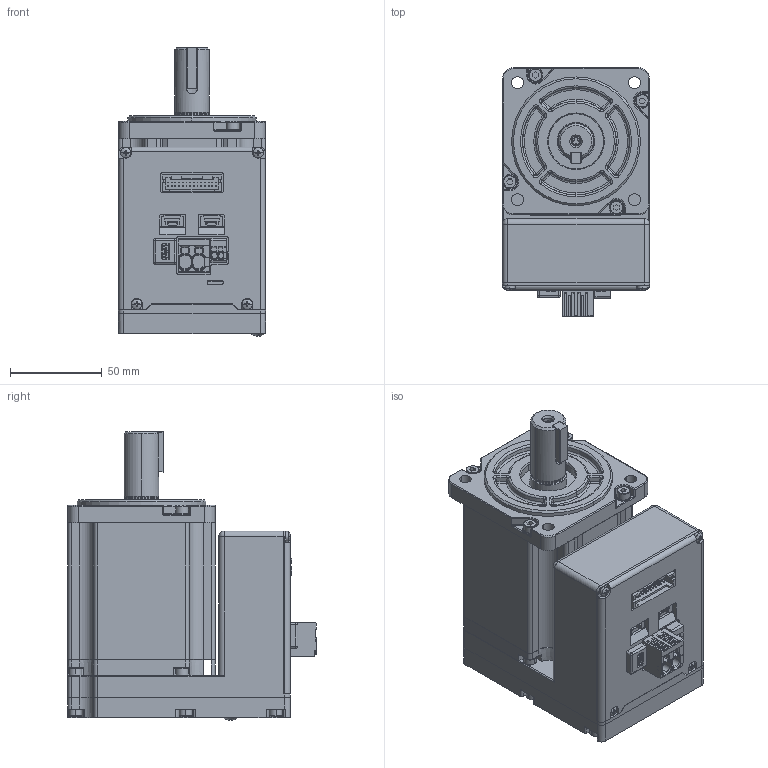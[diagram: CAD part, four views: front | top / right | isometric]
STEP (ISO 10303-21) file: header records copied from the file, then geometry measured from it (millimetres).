
FILE_DESCRIPTION (( 'STEP AP203' ), '1' );
FILE_NAME ('MDX+80-550W 棠晤 IP20 RC.STEP', '2023-03-08T01:59:48', ( '' ), ( '' ), 'SwSTEP 2.0', 'SolidWorks 2015', '' );
FILE_SCHEMA (( 'CONFIG_CONTROL_DESIGN' ));
Length unit declared in the file: millimetre
Products named in the file (1): MDX+80-550W 棠晤 IP20 RC
Bounding box: 80.15 x 135.07 x 156.86 mm (x, y, z)
Surface area: 107057.8 mm2 (no closed solid volume)
Topology: 0 solids, 54 shells, 2674 faces, 7094 edges, 4895 vertices
Faces by surface type: cylinder 1343, plane 1094, torus 73, bspline 69, cone 55, sphere 40
Entity records: 86426 total; most frequent: CARTESIAN_POINT 18095, DIRECTION 15360, ORIENTED_EDGE 12479, EDGE_CURVE 7075, AXIS2_PLACEMENT_3D 5940, VERTEX_POINT 4895, VECTOR 3480, LINE 3480
